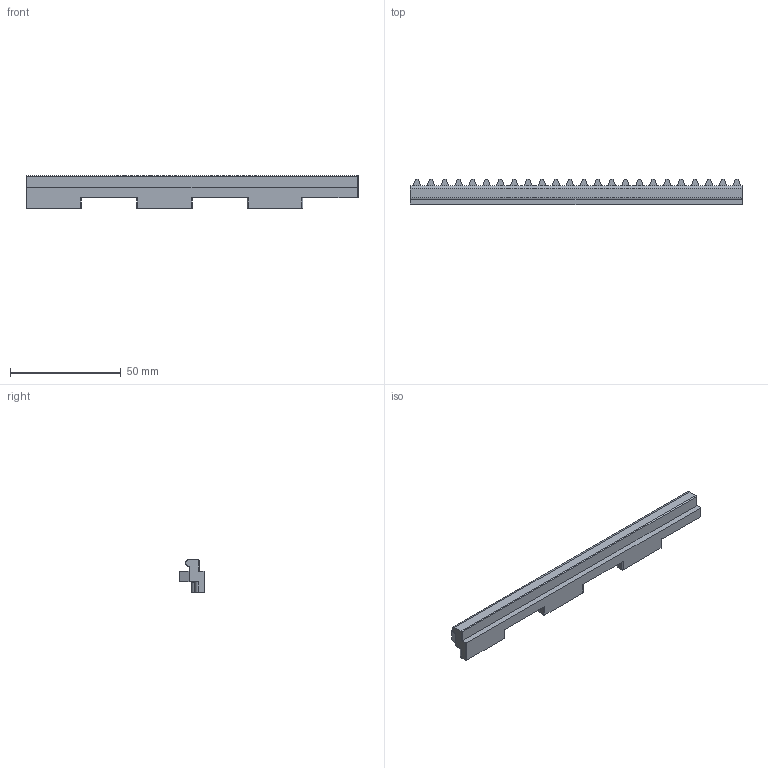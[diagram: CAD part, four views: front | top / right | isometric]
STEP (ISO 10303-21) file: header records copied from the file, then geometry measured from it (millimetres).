
FILE_DESCRIPTION (( 'STEP AP203' ), '1' );
FILE_NAME ('Rack B.STEP', '2025-12-15T04:07:07', ( '' ), ( '' ), 'SwSTEP 2.0', 'SolidWorks 2023', '' );
FILE_SCHEMA (( 'CONFIG_CONTROL_DESIGN' ));
Length unit declared in the file: millimetre
Products named in the file (1): Rack B_Metric - Rack-spur - rectangular 2M 20PA 10FW 10PH 150L---SAll
Bounding box: 150 x 11.7 x 14.75 mm (x, y, z)
Volume: 12259.5 mm3; surface area: 7922.8 mm2
Topology: 1 solids, 1 shells, 147 faces, 435 edges, 290 vertices
Faces by surface type: plane 121, cylinder 23, bspline 3
Entity records: 4970 total; most frequent: CARTESIAN_POINT 943, ORIENTED_EDGE 870, DIRECTION 759, EDGE_CURVE 435, VECTOR 383, LINE 383, VERTEX_POINT 290, AXIS2_PLACEMENT_3D 188
